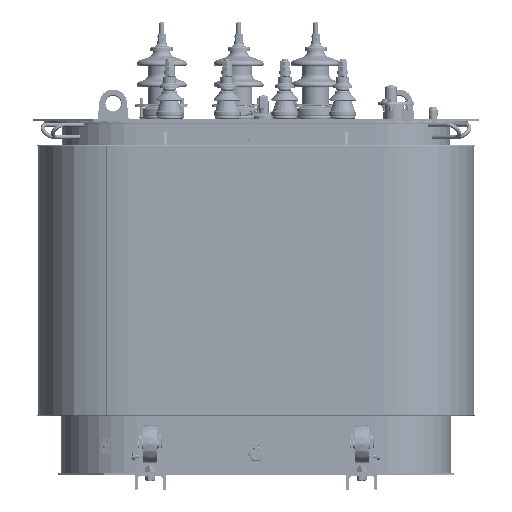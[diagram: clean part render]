
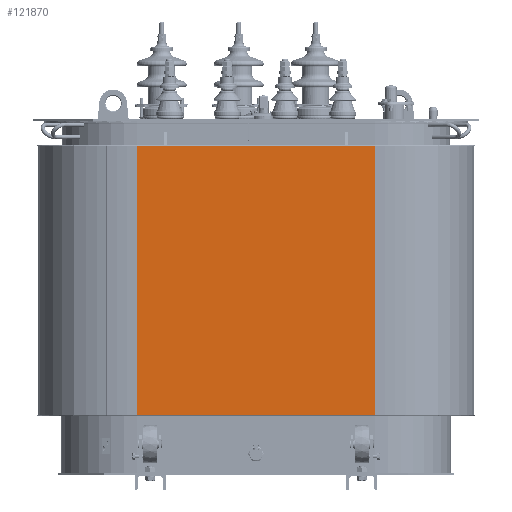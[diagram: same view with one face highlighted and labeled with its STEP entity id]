
A CAD part, front view. The second image highlights one B-rep face of the part: STEP entity #121870.
In plain terms, the highlighted planar face has unit normal (0, -1, 0).
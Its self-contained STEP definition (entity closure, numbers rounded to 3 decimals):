
#6886=LINE('',#252384,#13168);
#6939=LINE('',#252591,#13221);
#6940=LINE('',#252593,#13222);
#6941=LINE('',#252594,#13223);
#13168=VECTOR('',#162508,70.);
#13221=VECTOR('',#162731,70.);
#13222=VECTOR('',#162734,62.);
#13223=VECTOR('',#162735,62.);
#21687=PLANE('',#133437);
#32752=FACE_OUTER_BOUND('',#41894,.T.);
#41894=EDGE_LOOP('',(#106740,#106741,#106742,#106743));
#57946=VERTEX_POINT('',#252380);
#57948=VERTEX_POINT('',#252383);
#58016=VERTEX_POINT('',#252587);
#58017=VERTEX_POINT('',#252589);
#74121=EDGE_CURVE('',#57946,#57948,#6886,.T.);
#74225=EDGE_CURVE('',#58016,#58017,#6939,.T.);
#74226=EDGE_CURVE('',#58016,#57946,#6940,.T.);
#74227=EDGE_CURVE('',#57948,#58017,#6941,.T.);
#106740=ORIENTED_EDGE('',*,*,#74226,.F.);
#106741=ORIENTED_EDGE('',*,*,#74225,.T.);
#106742=ORIENTED_EDGE('',*,*,#74227,.F.);
#106743=ORIENTED_EDGE('',*,*,#74121,.F.);
#121870=ADVANCED_FACE('',(#32752),#21687,.T.);
#133437=AXIS2_PLACEMENT_3D('',#252592,#162732,#162733);
#162508=DIRECTION('',(0.,0.,-1.));
#162731=DIRECTION('',(0.,0.,-1.));
#162732=DIRECTION('center_axis',(0.,-1.,0.));
#162733=DIRECTION('ref_axis',(-1.,0.,0.));
#162734=DIRECTION('',(1.,0.,0.));
#162735=DIRECTION('',(-1.,0.,0.));
#252380=CARTESIAN_POINT('',(31.,-39.8,85.));
#252383=CARTESIAN_POINT('',(31.,-39.8,15.));
#252384=CARTESIAN_POINT('',(31.,-39.8,85.));
#252587=CARTESIAN_POINT('',(-31.,-39.8,85.));
#252589=CARTESIAN_POINT('',(-31.,-39.8,15.));
#252591=CARTESIAN_POINT('',(-31.,-39.8,85.));
#252592=CARTESIAN_POINT('Origin',(0.,-39.8,85.));
#252593=CARTESIAN_POINT('',(-31.,-39.8,85.));
#252594=CARTESIAN_POINT('',(0.,-39.8,15.));
